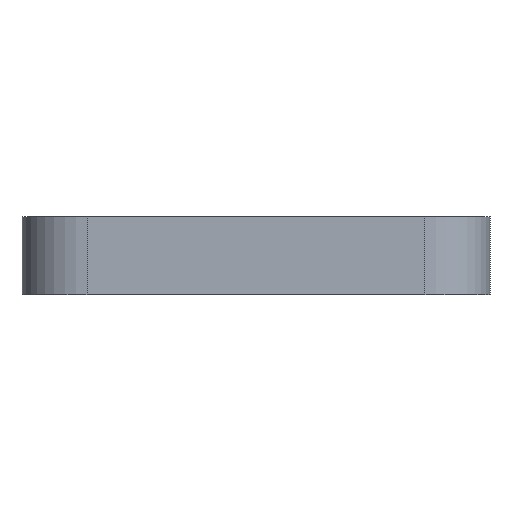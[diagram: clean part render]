
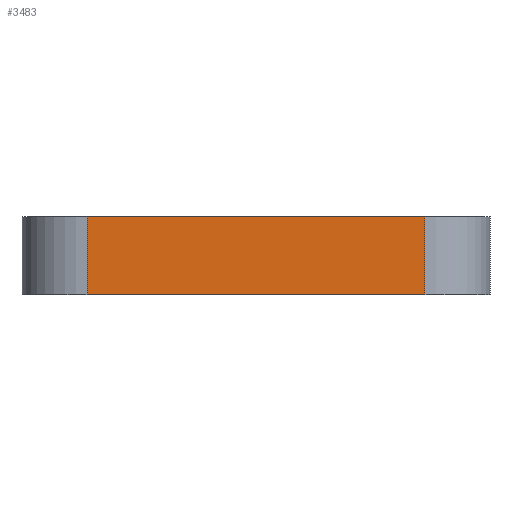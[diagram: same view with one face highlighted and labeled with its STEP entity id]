
A CAD part, left-side view. The second image highlights one B-rep face of the part: STEP entity #3483.
In plain terms, the highlighted planar face has unit normal (-1, 0, 0).
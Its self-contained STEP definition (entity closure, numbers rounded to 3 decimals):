
#3229 = EDGE_CURVE ( 'NONE', #3267, #3259, #4501, .T. ) ;
#3259 = VERTEX_POINT ( 'NONE', #4576 ) ;
#3267 = VERTEX_POINT ( 'NONE', #4535 ) ;
#3420 = VERTEX_POINT ( 'NONE', #4825 ) ;
#3422 = EDGE_CURVE ( 'NONE', #3436, #3420, #4820, .T. ) ;
#3428 = EDGE_LOOP ( 'NONE', ( #3484, #3454, #3453, #3523 ) ) ;
#3436 = VERTEX_POINT ( 'NONE', #4880 ) ;
#3453 = ORIENTED_EDGE ( 'NONE', *, *, #3229, .F. ) ;
#3454 = ORIENTED_EDGE ( 'NONE', *, *, #3455, .F. ) ;
#3455 = EDGE_CURVE ( 'NONE', #3259, #3420, #4874, .T. ) ;
#3482 = EDGE_CURVE ( 'NONE', #3267, #3436, #4918, .T. ) ;
#3483 = ADVANCED_FACE ( 'NONE', ( #4902 ), #4901, .F. ) ;
#3484 = ORIENTED_EDGE ( 'NONE', *, *, #3422, .T. ) ;
#3523 = ORIENTED_EDGE ( 'NONE', *, *, #3482, .T. ) ;
#4500 = CARTESIAN_POINT ( 'NONE',  ( 0., 15.5, 3. ) ) ;
#4501 = LINE ( 'NONE', #4500, #4525 ) ;
#4524 = DIRECTION ( 'NONE',  ( 0., -1., 0. ) ) ;
#4525 = VECTOR ( 'NONE', #4524, 1000. ) ;
#4535 = CARTESIAN_POINT ( 'NONE',  ( 0., 15.5, 3. ) ) ;
#4576 = CARTESIAN_POINT ( 'NONE',  ( 0., 2.5, 3. ) ) ;
#4817 = DIRECTION ( 'NONE',  ( 0., -1., 0. ) ) ;
#4818 = VECTOR ( 'NONE', #4817, 1000. ) ;
#4819 = CARTESIAN_POINT ( 'NONE',  ( 0., 15.5, 0. ) ) ;
#4820 = LINE ( 'NONE', #4819, #4818 ) ;
#4825 = CARTESIAN_POINT ( 'NONE',  ( 0., 2.5, 0. ) ) ;
#4871 = DIRECTION ( 'NONE',  ( 0., 0., -1. ) ) ;
#4872 = VECTOR ( 'NONE', #4871, 1000. ) ;
#4873 = CARTESIAN_POINT ( 'NONE',  ( 0., 2.5, 3. ) ) ;
#4874 = LINE ( 'NONE', #4873, #4872 ) ;
#4880 = CARTESIAN_POINT ( 'NONE',  ( 0., 15.5, 0. ) ) ;
#4892 = CARTESIAN_POINT ( 'NONE',  ( 0., 15.5, 3. ) ) ;
#4893 = AXIS2_PLACEMENT_3D ( 'NONE', #4892, #4900, #4899 ) ;
#4899 = DIRECTION ( 'NONE',  ( 0., 1., 0. ) ) ;
#4900 = DIRECTION ( 'NONE',  ( 1., 0., 0. ) ) ;
#4901 = PLANE ( 'NONE',  #4893 ) ;
#4902 = FACE_OUTER_BOUND ( 'NONE', #3428, .T. ) ;
#4903 = VECTOR ( 'NONE', #4905, 1000. ) ;
#4905 = DIRECTION ( 'NONE',  ( 0., 0., -1. ) ) ;
#4906 = CARTESIAN_POINT ( 'NONE',  ( 0., 15.5, 3. ) ) ;
#4918 = LINE ( 'NONE', #4906, #4903 ) ;
